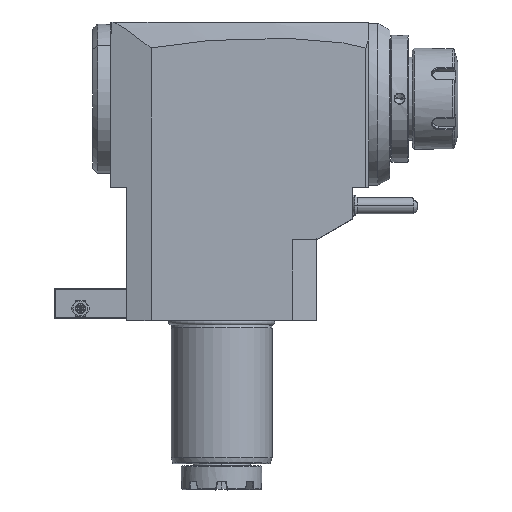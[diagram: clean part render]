
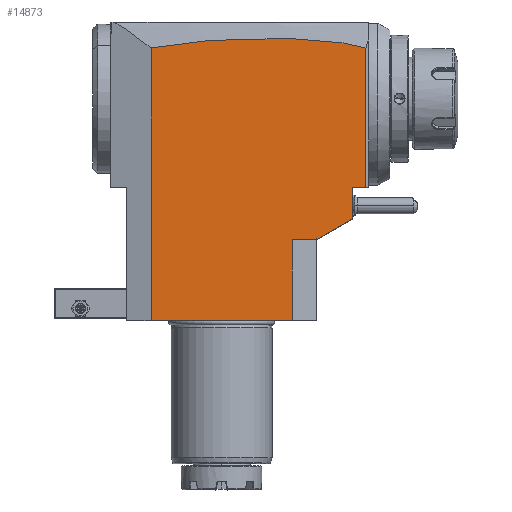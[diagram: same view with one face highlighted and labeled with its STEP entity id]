
A CAD part, top view. The second image highlights one B-rep face of the part: STEP entity #14873.
In plain terms, the highlighted planar face has unit normal (0, 0, 1).
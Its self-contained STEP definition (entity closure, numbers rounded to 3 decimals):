
#9=DIRECTION('',(-1.,0.,0.));
#10=VECTOR('',#9,70.);
#11=CARTESIAN_POINT('',(35.,0.,44.));
#12=LINE('',#11,#10);
#4046=DIRECTION('',(1.,0.,0.));
#4047=VECTOR('',#4046,11.);
#4048=CARTESIAN_POINT('',(35.,40.,44.));
#4049=LINE('',#4048,#4047);
#4062=DIRECTION('',(0.,1.,0.));
#4063=VECTOR('',#4062,40.);
#4064=CARTESIAN_POINT('',(35.,0.,44.));
#4065=LINE('',#4064,#4063);
#4094=DIRECTION('',(0.,-1.,0.));
#4095=VECTOR('',#4094,15.608);
#4096=CARTESIAN_POINT('',(65.,66.,44.));
#4097=LINE('',#4096,#4095);
#4098=DIRECTION('',(-0.866,-0.5,0.));
#4099=VECTOR('',#4098,20.785);
#4100=CARTESIAN_POINT('',(65.,50.392,44.));
#4101=LINE('',#4100,#4099);
#4102=DIRECTION('',(0.,1.,0.));
#4103=VECTOR('',#4102,0.577);
#4104=CARTESIAN_POINT('',(47.,40.,44.));
#4105=LINE('',#4104,#4103);
#4106=DIRECTION('',(0.866,0.5,0.));
#4107=VECTOR('',#4106,1.155);
#4108=CARTESIAN_POINT('',(46.,40.,44.));
#4109=LINE('',#4108,#4107);
#4110=DIRECTION('',(0.,1.,0.));
#4111=VECTOR('',#4110,135.17);
#4112=CARTESIAN_POINT('',(-35.,0.,44.));
#4113=LINE('',#4112,#4111);
#4114=CARTESIAN_POINT('',(71.5,135.054,44.));
#4115=CARTESIAN_POINT('',(71.146,135.178,44.));
#4116=CARTESIAN_POINT('',(70.412,135.421,44.));
#4117=CARTESIAN_POINT('',(69.225,135.773,44.));
#4118=CARTESIAN_POINT('',(67.985,136.105,44.));
#4119=CARTESIAN_POINT('',(66.714,136.414,44.));
#4120=CARTESIAN_POINT('',(65.434,136.699,44.));
#4121=CARTESIAN_POINT('',(64.081,136.975,44.));
#4122=CARTESIAN_POINT('',(62.599,137.253,44.));
#4123=CARTESIAN_POINT('',(60.924,137.54,44.));
#4124=CARTESIAN_POINT('',(59.009,137.836,44.));
#4125=CARTESIAN_POINT('',(56.845,138.136,44.));
#4126=CARTESIAN_POINT('',(54.419,138.435,44.));
#4127=CARTESIAN_POINT('',(51.7,138.727,44.));
#4128=CARTESIAN_POINT('',(48.629,139.012,44.));
#4129=CARTESIAN_POINT('',(45.152,139.282,44.));
#4130=CARTESIAN_POINT('',(41.185,139.529,44.));
#4131=CARTESIAN_POINT('',(36.673,139.742,44.));
#4132=CARTESIAN_POINT('',(31.711,139.897,44.));
#4133=CARTESIAN_POINT('',(26.412,139.981,44.));
#4134=CARTESIAN_POINT('',(20.968,139.986,44.));
#4135=CARTESIAN_POINT('',(15.452,139.91,44.));
#4136=CARTESIAN_POINT('',(9.909,139.755,44.));
#4137=CARTESIAN_POINT('',(4.322,139.52,44.));
#4138=CARTESIAN_POINT('',(-1.311,139.201,44.));
#4139=CARTESIAN_POINT('',(-6.676,138.815,44.));
#4140=CARTESIAN_POINT('',(-11.428,138.405,44.));
#4141=CARTESIAN_POINT('',(-15.701,137.979,44.));
#4142=CARTESIAN_POINT('',(-19.687,137.527,44.));
#4143=CARTESIAN_POINT('',(-23.581,137.031,44.));
#4144=CARTESIAN_POINT('',(-27.427,136.481,44.));
#4145=CARTESIAN_POINT('',(-31.229,135.869,44.));
#4146=CARTESIAN_POINT('',(-33.747,135.413,44.));
#4147=CARTESIAN_POINT('',(-35.,135.17,44.));
#4149=DIRECTION('',(0.,-1.,0.));
#4150=VECTOR('',#4149,69.054);
#4151=CARTESIAN_POINT('',(71.5,135.054,44.));
#4152=LINE('',#4151,#4150);
#4153=DIRECTION('',(1.,0.,0.));
#4154=VECTOR('',#4153,6.5);
#4155=CARTESIAN_POINT('',(65.,66.,44.));
#4156=LINE('',#4155,#4154);
#10256=VERTEX_POINT('',#4114);
#10257=VERTEX_POINT('',#4147);
#10269=CARTESIAN_POINT('',(71.5,66.,44.));
#10270=VERTEX_POINT('',#10269);
#10289=CARTESIAN_POINT('',(35.,40.,44.));
#10290=CARTESIAN_POINT('',(46.,40.,44.));
#10291=VERTEX_POINT('',#10289);
#10292=VERTEX_POINT('',#10290);
#10616=CARTESIAN_POINT('',(35.,0.,44.));
#10617=CARTESIAN_POINT('',(-35.,0.,44.));
#10618=VERTEX_POINT('',#10616);
#10619=VERTEX_POINT('',#10617);
#10630=CARTESIAN_POINT('',(65.,50.392,44.));
#10631=CARTESIAN_POINT('',(47.,40.,44.));
#10632=VERTEX_POINT('',#10630);
#10633=VERTEX_POINT('',#10631);
#10758=CARTESIAN_POINT('',(47.,40.577,44.));
#10760=VERTEX_POINT('',#10758);
#10820=CARTESIAN_POINT('',(65.,66.,44.));
#10821=VERTEX_POINT('',#10820);
#14851=CARTESIAN_POINT('',(-53.475,40.,44.));
#14852=DIRECTION('',(0.,0.,1.));
#14853=DIRECTION('',(1.,0.,0.));
#14854=AXIS2_PLACEMENT_3D('',#14851,#14852,#14853);
#14855=PLANE('',#14854);
#14857=ORIENTED_EDGE('',*,*,#14856,.F.);
#14859=ORIENTED_EDGE('',*,*,#14858,.T.);
#14860=ORIENTED_EDGE('',*,*,#14771,.T.);
#14862=ORIENTED_EDGE('',*,*,#14861,.T.);
#14864=ORIENTED_EDGE('',*,*,#14863,.F.);
#14865=ORIENTED_EDGE('',*,*,#14791,.F.);
#14866=ORIENTED_EDGE('',*,*,#14808,.F.);
#14867=ORIENTED_EDGE('',*,*,#10839,.T.);
#14868=ORIENTED_EDGE('',*,*,#10993,.T.);
#14869=ORIENTED_EDGE('',*,*,#11451,.F.);
#14870=ORIENTED_EDGE('',*,*,#11468,.T.);
#14871=EDGE_LOOP('',(#14857,#14859,#14860,#14862,#14864,#14865,#14866,#14867,
#14868,#14869,#14870));
#14872=FACE_OUTER_BOUND('',#14871,.F.);
#4148=B_SPLINE_CURVE_WITH_KNOTS('',3,(#4114,#4115,#4116,#4117,#4118,#4119,#4120,
#4121,#4122,#4123,#4124,#4125,#4126,#4127,#4128,#4129,#4130,#4131,#4132,#4133,
#4134,#4135,#4136,#4137,#4138,#4139,#4140,#4141,#4142,#4143,#4144,#4145,#4146,
#4147),.UNSPECIFIED.,.F.,.F.,(4,1,1,1,1,1,1,1,1,1,1,1,1,1,1,1,1,1,1,1,1,1,1,1,1,
1,1,1,1,1,1,4),(0.,0.032,0.065,0.097,
0.129,0.161,0.194,0.226,
0.258,0.29,0.323,0.355,
0.387,0.419,0.452,0.484,
0.516,0.548,0.581,0.613,
0.645,0.677,0.71,0.742,
0.774,0.806,0.839,0.871,
0.903,0.935,0.968,1.),.UNSPECIFIED.);
#10839=EDGE_CURVE('',#10618,#10619,#12,.T.);
#10993=EDGE_CURVE('',#10619,#10257,#4113,.T.);
#11451=EDGE_CURVE('',#10256,#10257,#4148,.T.);
#11468=EDGE_CURVE('',#10256,#10270,#4152,.T.);
#14771=EDGE_CURVE('',#10632,#10633,#4101,.T.);
#14791=EDGE_CURVE('',#10291,#10292,#4049,.T.);
#14808=EDGE_CURVE('',#10618,#10291,#4065,.T.);
#14856=EDGE_CURVE('',#10821,#10270,#4156,.T.);
#14858=EDGE_CURVE('',#10821,#10632,#4097,.T.);
#14861=EDGE_CURVE('',#10633,#10760,#4105,.T.);
#14863=EDGE_CURVE('',#10292,#10760,#4109,.T.);
#14873=ADVANCED_FACE('',(#14872),#14855,.T.);
